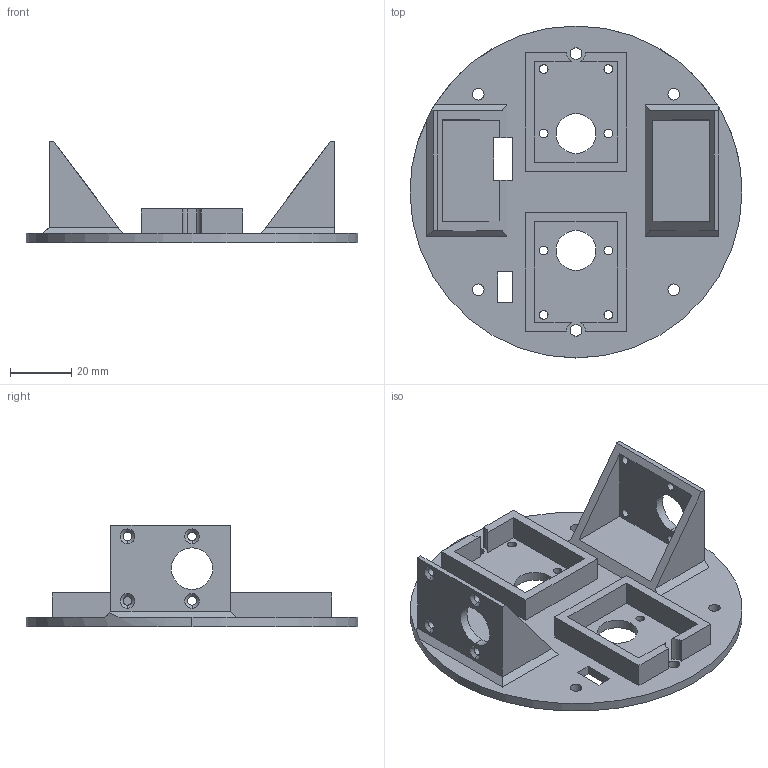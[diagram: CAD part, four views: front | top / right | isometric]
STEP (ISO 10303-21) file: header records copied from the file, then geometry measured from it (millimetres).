
FILE_DESCRIPTION (( 'STEP AP214' ), '1' );
FILE_NAME ('arm_frame_ver2.STEP', '2025-01-03T15:42:56', ( '' ), ( '' ), 'SwSTEP 2.0', 'SolidWorks 2024', '' );
FILE_SCHEMA (( 'AUTOMOTIVE_DESIGN' ));
Length unit declared in the file: millimetre
Products named in the file (1): arm_frame_ver2
Bounding box: 108 x 108 x 33 mm (x, y, z)
Volume: 45408.8 mm3; surface area: 29805.9 mm2
Topology: 1 solids, 1 shells, 139 faces, 379 edges, 244 vertices
Faces by surface type: cylinder 60, plane 55, cone 24
Entity records: 4546 total; most frequent: DIRECTION 802, CARTESIAN_POINT 772, ORIENTED_EDGE 758, EDGE_CURVE 379, AXIS2_PLACEMENT_3D 286, VERTEX_POINT 244, VECTOR 230, LINE 230
